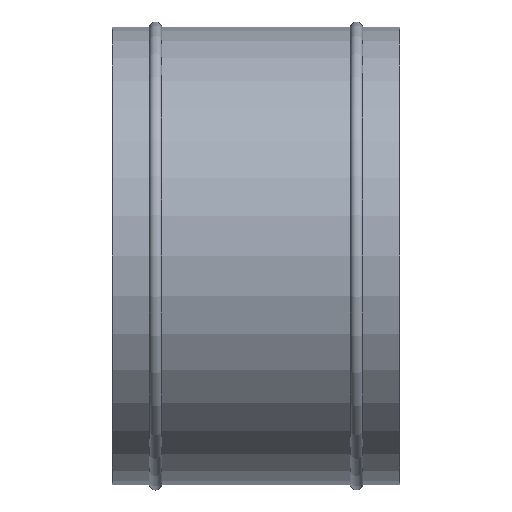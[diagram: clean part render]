
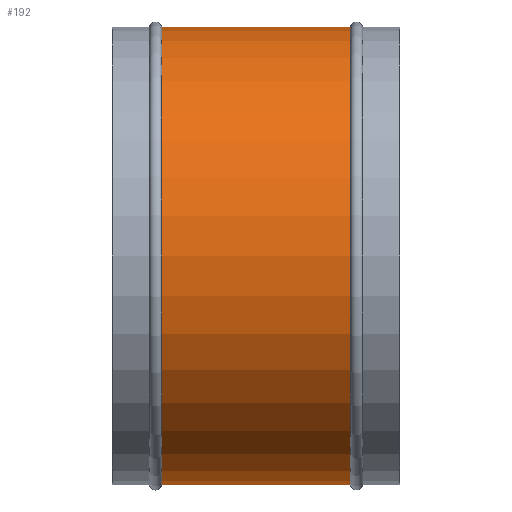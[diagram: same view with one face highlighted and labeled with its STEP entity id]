
A CAD part, front view. The second image highlights one B-rep face of the part: STEP entity #192.
In plain terms, the highlighted cylindrical face has radius 159.5 mm (diameter 319 mm), a partial arc.
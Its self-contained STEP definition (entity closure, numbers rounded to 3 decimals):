
#3 = CARTESIAN_POINT ( 'NONE',  ( 34.387, 0., -159.5 ) ) ;
#6 = VERTEX_POINT ( 'NONE', #3 ) ;
#32 = EDGE_LOOP ( 'NONE', ( #296, #227, #163, #68 ) ) ;
#45 = DIRECTION ( 'NONE',  ( -1., 0., 0. ) ) ;
#66 = DIRECTION ( 'NONE',  ( 0., 0., 1. ) ) ;
#68 = ORIENTED_EDGE ( 'NONE', *, *, #370, .F. ) ;
#75 = EDGE_CURVE ( 'NONE', #170, #332, #394, .T. ) ;
#80 = CARTESIAN_POINT ( 'NONE',  ( 165.613, 0., -159.5 ) ) ;
#83 = CIRCLE ( 'NONE', #293, 159.5 ) ;
#84 = DIRECTION ( 'NONE',  ( -1., 0., 0. ) ) ;
#99 = DIRECTION ( 'NONE',  ( 0., 0., 1. ) ) ;
#104 = CARTESIAN_POINT ( 'NONE',  ( 165.613, 0., 159.5 ) ) ;
#122 = DIRECTION ( 'NONE',  ( -1., 0., 0. ) ) ;
#125 = EDGE_CURVE ( 'NONE', #170, #6, #259, .T. ) ;
#131 = DIRECTION ( 'NONE',  ( -1., 0., 0. ) ) ;
#149 = DIRECTION ( 'NONE',  ( 0., 0., 1. ) ) ;
#163 = ORIENTED_EDGE ( 'NONE', *, *, #255, .T. ) ;
#170 = VERTEX_POINT ( 'NONE', #80 ) ;
#177 = CARTESIAN_POINT ( 'NONE',  ( 0., 0., -159.5 ) ) ;
#185 = VERTEX_POINT ( 'NONE', #336 ) ;
#192 = ADVANCED_FACE ( 'NONE', ( #374 ), #410, .T. ) ;
#218 = VECTOR ( 'NONE', #84, 1000. ) ;
#227 = ORIENTED_EDGE ( 'NONE', *, *, #75, .T. ) ;
#255 = EDGE_CURVE ( 'NONE', #332, #185, #361, .T. ) ;
#259 = LINE ( 'NONE', #177, #218 ) ;
#293 = AXIS2_PLACEMENT_3D ( 'NONE', #411, #380, #66 ) ;
#296 = ORIENTED_EDGE ( 'NONE', *, *, #125, .F. ) ;
#314 = CARTESIAN_POINT ( 'NONE',  ( 0., 0., 0. ) ) ;
#332 = VERTEX_POINT ( 'NONE', #104 ) ;
#335 = AXIS2_PLACEMENT_3D ( 'NONE', #401, #45, #149 ) ;
#336 = CARTESIAN_POINT ( 'NONE',  ( 34.387, 0., 159.5 ) ) ;
#361 = LINE ( 'NONE', #402, #409 ) ;
#370 = EDGE_CURVE ( 'NONE', #6, #185, #83, .T. ) ;
#374 = FACE_OUTER_BOUND ( 'NONE', #32, .T. ) ;
#380 = DIRECTION ( 'NONE',  ( -1., 0., 0. ) ) ;
#394 = CIRCLE ( 'NONE', #335, 159.5 ) ;
#396 = AXIS2_PLACEMENT_3D ( 'NONE', #314, #131, #99 ) ;
#401 = CARTESIAN_POINT ( 'NONE',  ( 165.613, 0., 0. ) ) ;
#402 = CARTESIAN_POINT ( 'NONE',  ( 0., 0., 159.5 ) ) ;
#409 = VECTOR ( 'NONE', #122, 1000. ) ;
#410 = CYLINDRICAL_SURFACE ( 'NONE', #396, 159.5 ) ;
#411 = CARTESIAN_POINT ( 'NONE',  ( 34.387, 0., 0. ) ) ;
